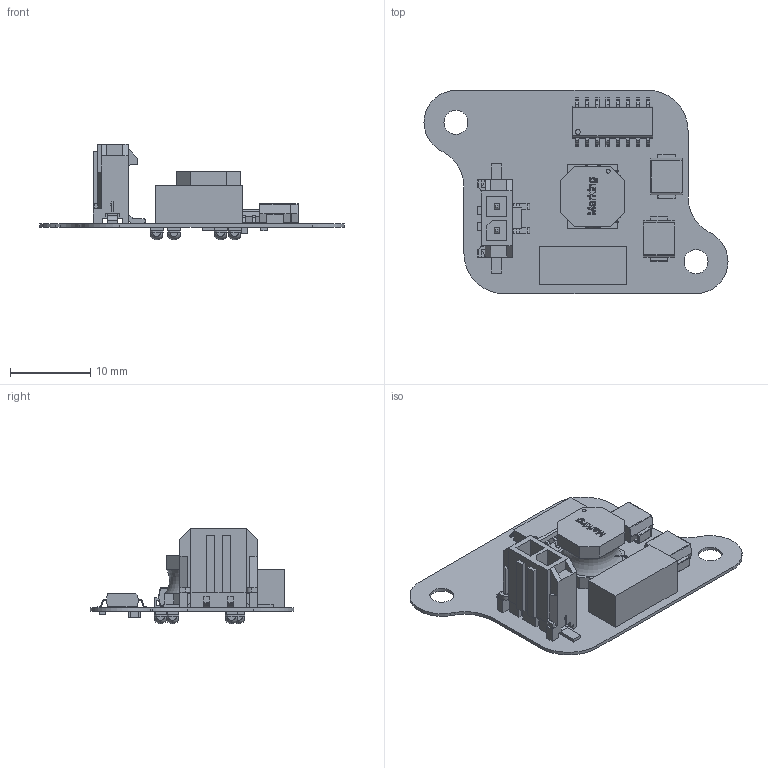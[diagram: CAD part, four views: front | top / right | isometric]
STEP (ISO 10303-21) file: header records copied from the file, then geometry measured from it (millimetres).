
FILE_DESCRIPTION(('Open CASCADE Model'),'2;1');
FILE_NAME('Open CASCADE Shape Model','2019-03-24T05:32:14',('Author'),( 'Open CASCADE'),'Open CASCADE STEP processor 6.8','Open CASCADE 6.8' ,'Unknown');
FILE_SCHEMA(('AUTOMOTIVE_DESIGN { 1 0 10303 214 1 1 1 1 }'));
Products named in the file (1): PCB
Bounding box: 38 x 25.4 x 11.92 mm (x, y, z)
Volume: 832.5 mm3; surface area: 3528.5 mm2
Topology: 38 solids, 597 shells, 1332 faces, 5071 edges, 4331 vertices
Faces by surface type: plane 954, cylinder 299, sphere 52, extrusion 16, bspline 8, torus 3
Full cylindrical faces by diameter (mm): 0.1 x6, 0.5 x1, 0.6 x1, 3 x2, 5 x2
Entity records: 59402 total; most frequent: CARTESIAN_POINT 13020, DIRECTION 8246, ORIENTED_EDGE 6886, EDGE_CURVE 5003, VERTEX_POINT 4299, VECTOR 3818, LINE 3802, AXIS2_PLACEMENT_3D 2214
